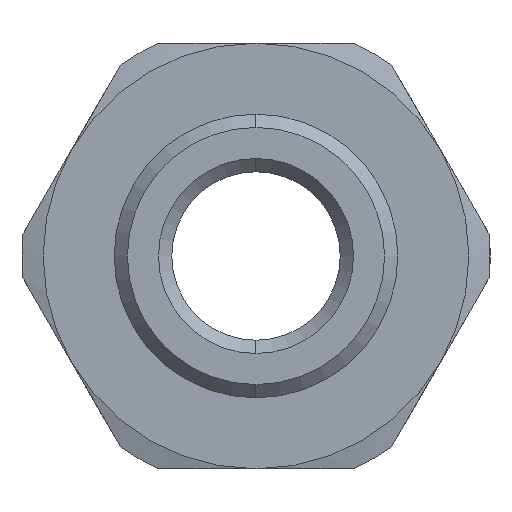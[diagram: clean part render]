
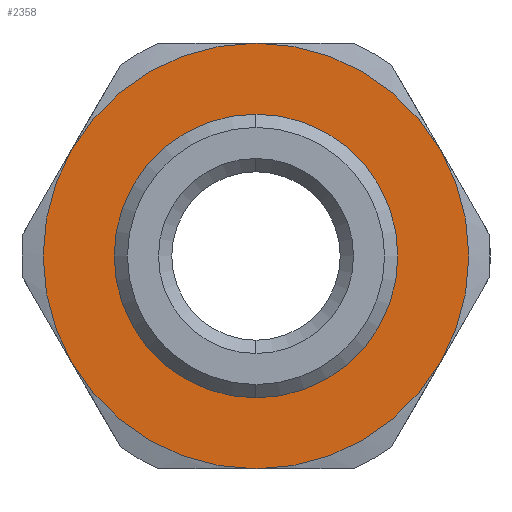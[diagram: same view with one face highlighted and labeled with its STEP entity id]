
A CAD part, left-side view. The second image highlights one B-rep face of the part: STEP entity #2358.
In plain terms, the highlighted planar face has unit normal (-1, 0, 0).
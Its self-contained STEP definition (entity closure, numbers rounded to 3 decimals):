
#56 = VERTEX_POINT ( 'NONE', #3112 ) ;
#78 = PLANE ( 'NONE',  #1447 ) ;
#119 = CARTESIAN_POINT ( 'NONE',  ( 15.3, 8., 0. ) ) ;
#155 = DIRECTION ( 'NONE',  ( 0., 0., -1. ) ) ;
#186 = CARTESIAN_POINT ( 'NONE',  ( 15.3, 0., 8. ) ) ;
#204 = AXIS2_PLACEMENT_3D ( 'NONE', #1799, #1501, #2141 ) ;
#362 = AXIS2_PLACEMENT_3D ( 'NONE', #1405, #2357, #2049 ) ;
#406 = DIRECTION ( 'NONE',  ( 0., 0., -1. ) ) ;
#421 = DIRECTION ( 'NONE',  ( 1., 0., 0. ) ) ;
#422 = DIRECTION ( 'NONE',  ( 0., 0., -1. ) ) ;
#501 = CIRCLE ( 'NONE', #3247, 8. ) ;
#760 = EDGE_CURVE ( 'NONE', #56, #2675, #1043, .T. ) ;
#975 = CARTESIAN_POINT ( 'NONE',  ( 15.3, 10.392, -6. ) ) ;
#984 = FACE_OUTER_BOUND ( 'NONE', #2164, .T. ) ;
#1037 = CIRCLE ( 'NONE', #362, 8. ) ;
#1043 = CIRCLE ( 'NONE', #2773, 12. ) ;
#1092 = FACE_BOUND ( 'NONE', #2317, .T. ) ;
#1152 = DIRECTION ( 'NONE',  ( 0., 0., -1. ) ) ;
#1172 = EDGE_CURVE ( 'NONE', #4160, #3523, #1037, .T. ) ;
#1189 = AXIS2_PLACEMENT_3D ( 'NONE', #3819, #4148, #155 ) ;
#1225 = ORIENTED_EDGE ( 'NONE', *, *, #2316, .F. ) ;
#1305 = DIRECTION ( 'NONE',  ( 1., 0., 0. ) ) ;
#1405 = CARTESIAN_POINT ( 'NONE',  ( 15.3, 0., 0. ) ) ;
#1447 = AXIS2_PLACEMENT_3D ( 'NONE', #119, #2742, #3722 ) ;
#1458 = CIRCLE ( 'NONE', #2619, 12. ) ;
#1463 = DIRECTION ( 'NONE',  ( 0., 0., 1. ) ) ;
#1501 = DIRECTION ( 'NONE',  ( 1., 0., 0. ) ) ;
#1562 = AXIS2_PLACEMENT_3D ( 'NONE', #3308, #1305, #3647 ) ;
#1715 = DIRECTION ( 'NONE',  ( 1., 0., 0. ) ) ;
#1746 = CARTESIAN_POINT ( 'NONE',  ( 15.3, 0., 0. ) ) ;
#1799 = CARTESIAN_POINT ( 'NONE',  ( 15.3, 0., 0. ) ) ;
#1840 = ORIENTED_EDGE ( 'NONE', *, *, #1172, .T. ) ;
#1844 = DIRECTION ( 'NONE',  ( -1., 0., 0. ) ) ;
#1860 = CARTESIAN_POINT ( 'NONE',  ( 15.3, 0., 0. ) ) ;
#2049 = DIRECTION ( 'NONE',  ( 0., 0., -1. ) ) ;
#2125 = CIRCLE ( 'NONE', #1189, 12. ) ;
#2141 = DIRECTION ( 'NONE',  ( 0., 0., -1. ) ) ;
#2164 = EDGE_LOOP ( 'NONE', ( #3422, #3478, #4037, #2781, #4297, #1225 ) ) ;
#2272 = VERTEX_POINT ( 'NONE', #975 ) ;
#2316 = EDGE_CURVE ( 'NONE', #2272, #3124, #1458, .T. ) ;
#2317 = EDGE_LOOP ( 'NONE', ( #1840, #3483 ) ) ;
#2357 = DIRECTION ( 'NONE',  ( 1., 0., 0. ) ) ;
#2358 = ADVANCED_FACE ( 'NONE', ( #1092, #984 ), #78, .F. ) ;
#2425 = AXIS2_PLACEMENT_3D ( 'NONE', #1860, #1844, #1463 ) ;
#2518 = EDGE_CURVE ( 'NONE', #4310, #2272, #2125, .T. ) ;
#2619 = AXIS2_PLACEMENT_3D ( 'NONE', #4065, #421, #406 ) ;
#2675 = VERTEX_POINT ( 'NONE', #4290 ) ;
#2742 = DIRECTION ( 'NONE',  ( 1., 0., 0. ) ) ;
#2744 = EDGE_CURVE ( 'NONE', #2675, #4310, #3602, .T. ) ;
#2773 = AXIS2_PLACEMENT_3D ( 'NONE', #4185, #3839, #1152 ) ;
#2781 = ORIENTED_EDGE ( 'NONE', *, *, #3977, .F. ) ;
#2832 = VERTEX_POINT ( 'NONE', #4057 ) ;
#2966 = CARTESIAN_POINT ( 'NONE',  ( 15.3, 0., -8. ) ) ;
#3028 = CARTESIAN_POINT ( 'NONE',  ( 15.3, 0., -12. ) ) ;
#3112 = CARTESIAN_POINT ( 'NONE',  ( 15.3, -10.392, 6. ) ) ;
#3124 = VERTEX_POINT ( 'NONE', #4211 ) ;
#3247 = AXIS2_PLACEMENT_3D ( 'NONE', #1746, #1715, #422 ) ;
#3308 = CARTESIAN_POINT ( 'NONE',  ( 15.3, 0., 0. ) ) ;
#3422 = ORIENTED_EDGE ( 'NONE', *, *, #2518, .F. ) ;
#3478 = ORIENTED_EDGE ( 'NONE', *, *, #2744, .F. ) ;
#3483 = ORIENTED_EDGE ( 'NONE', *, *, #3845, .T. ) ;
#3523 = VERTEX_POINT ( 'NONE', #186 ) ;
#3538 = CIRCLE ( 'NONE', #2425, 12. ) ;
#3602 = CIRCLE ( 'NONE', #1562, 12. ) ;
#3647 = DIRECTION ( 'NONE',  ( 0., 0., -1. ) ) ;
#3722 = DIRECTION ( 'NONE',  ( 0., 0., -1. ) ) ;
#3819 = CARTESIAN_POINT ( 'NONE',  ( 15.3, 0., 0. ) ) ;
#3839 = DIRECTION ( 'NONE',  ( 1., 0., 0. ) ) ;
#3845 = EDGE_CURVE ( 'NONE', #3523, #4160, #501, .T. ) ;
#3897 = CIRCLE ( 'NONE', #204, 12. ) ;
#3948 = EDGE_CURVE ( 'NONE', #2832, #3124, #3538, .T. ) ;
#3977 = EDGE_CURVE ( 'NONE', #2832, #56, #3897, .T. ) ;
#4037 = ORIENTED_EDGE ( 'NONE', *, *, #760, .F. ) ;
#4057 = CARTESIAN_POINT ( 'NONE',  ( 15.3, 0., 12. ) ) ;
#4065 = CARTESIAN_POINT ( 'NONE',  ( 15.3, 0., 0. ) ) ;
#4148 = DIRECTION ( 'NONE',  ( 1., 0., 0. ) ) ;
#4160 = VERTEX_POINT ( 'NONE', #2966 ) ;
#4185 = CARTESIAN_POINT ( 'NONE',  ( 15.3, 0., 0. ) ) ;
#4211 = CARTESIAN_POINT ( 'NONE',  ( 15.3, 10.392, 6. ) ) ;
#4290 = CARTESIAN_POINT ( 'NONE',  ( 15.3, -10.392, -6. ) ) ;
#4297 = ORIENTED_EDGE ( 'NONE', *, *, #3948, .T. ) ;
#4310 = VERTEX_POINT ( 'NONE', #3028 ) ;
